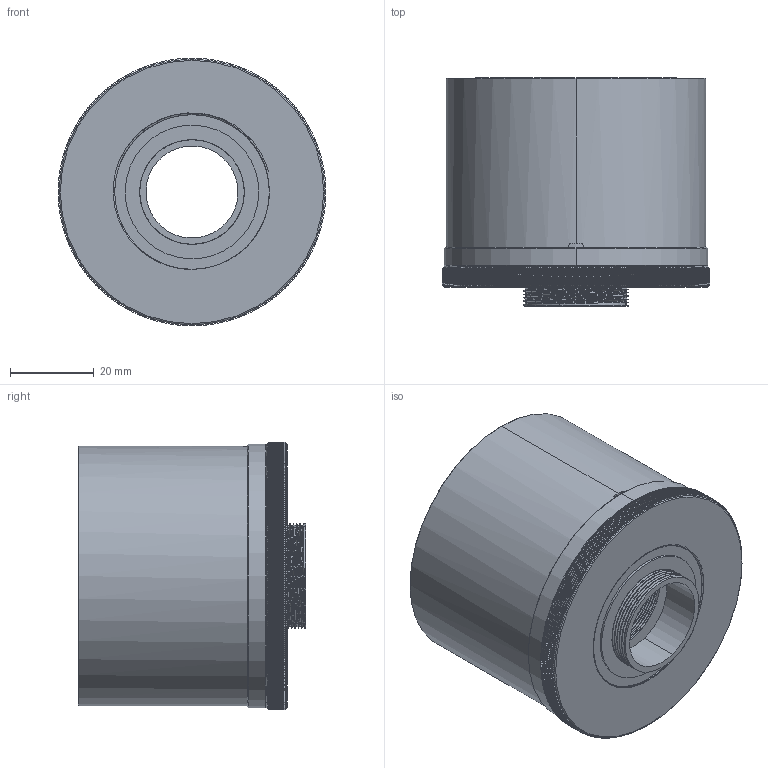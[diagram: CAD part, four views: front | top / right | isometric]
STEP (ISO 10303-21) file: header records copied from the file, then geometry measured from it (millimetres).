
FILE_DESCRIPTION (( 'STEP AP203' ), '1' );
FILE_NAME ('Carrier.OBHL100.C_enduser.STEP', '2025-07-09T15:24:04', ( '' ), ( '' ), 'SwSTEP 2.0', 'SolidWorks 2020', '' );
FILE_SCHEMA (( 'CONFIG_CONTROL_DESIGN' ));
Length unit declared in the file: millimetre
Products named in the file (8): 葩璃 OuterCasing_ver9^Carrier.OBHL100.C_enduser; 葩璃 lock ring_1^Carrier.OBHL100.C_enduser; ｸｴｼ M38x0.75ﾗｪM26x36TPI^Carrier.OBHL100.C_enduser; Carrier.OBHL100.C_enduser; 葩璃 InnerTube_ver9_1^Carrier.OBHL100.C_enduser; 葩璃 M2.5麥芛^Carrier.OBHL100.C_enduser; 葩璃 lock ring_handle_1^Carrier.OBHL100.C_enduser; 葩璃 BasePiece_ver9^Carrier.OBHL100.C_enduser
Assembly tree (10 placements, depth 2):
  Carrier.OBHL100.C_enduser
    葩璃 InnerTube_ver9_1^Carrier.OBHL100.C_enduser
    葩璃 BasePiece_ver9^Carrier.OBHL100.C_enduser
    葩璃 OuterCasing_ver9^Carrier.OBHL100.C_enduser
    葩璃 lock ring_1^Carrier.OBHL100.C_enduser
    葩璃 lock ring_handle_1^Carrier.OBHL100.C_enduser
    ｸｴｼ M38x0.75ﾗｪM26x36TPI^Carrier.OBHL100.C_enduser
    葩璃 M2.5麥芛^Carrier.OBHL100.C_enduser  x4
Bounding box: 64 x 54.5 x 64 mm (x, y, z)
Volume: 40895.2 mm3; surface area: 52158.4 mm2
Topology: 10 solids, 10 shells, 1760 faces, 5110 edges, 3384 vertices
Faces by surface type: plane 1156, cylinder 550, bspline 28, cone 26
Entity records: 67303 total; most frequent: CARTESIAN_POINT 25152, ORIENTED_EDGE 10028, DIRECTION 6883, EDGE_CURVE 5014, VERTEX_POINT 3327, AXIS2_PLACEMENT_3D 2601, B_SPLINE_CURVE_WITH_KNOTS 2189, EDGE_LOOP 1759
